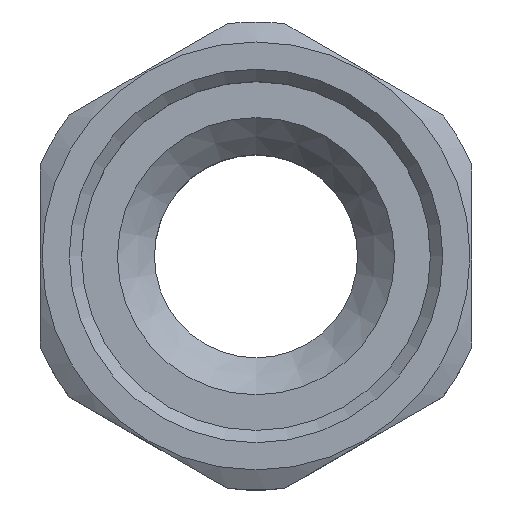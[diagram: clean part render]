
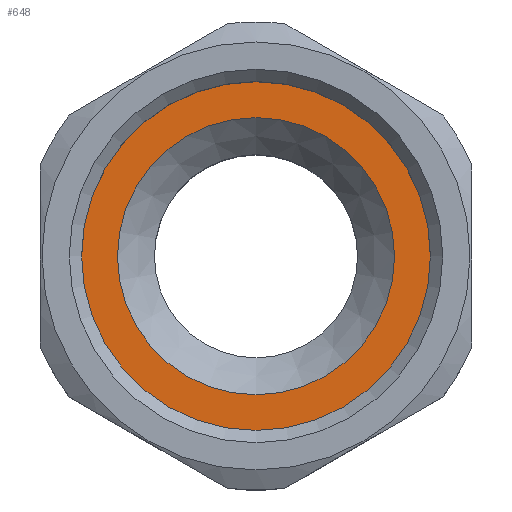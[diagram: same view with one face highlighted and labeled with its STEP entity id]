
A CAD part, top view. The second image highlights one B-rep face of the part: STEP entity #648.
In plain terms, the highlighted planar face has unit normal (0, 0, 1).
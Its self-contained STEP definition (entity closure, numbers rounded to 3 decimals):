
#20=FACE_BOUND('',#109,.T.);
#36=PLANE('',#745);
#73=FACE_OUTER_BOUND('',#108,.T.);
#108=EDGE_LOOP('',(#502));
#109=EDGE_LOOP('',(#503,#504));
#214=CIRCLE('',#738,28.328);
#217=CIRCLE('',#743,22.5);
#218=CIRCLE('',#744,22.5);
#284=VERTEX_POINT('',#1132);
#287=VERTEX_POINT('',#1141);
#288=VERTEX_POINT('',#1142);
#366=EDGE_CURVE('',#284,#284,#214,.T.);
#369=EDGE_CURVE('',#287,#288,#217,.T.);
#370=EDGE_CURVE('',#288,#287,#218,.T.);
#502=ORIENTED_EDGE('',*,*,#366,.T.);
#503=ORIENTED_EDGE('',*,*,#369,.T.);
#504=ORIENTED_EDGE('',*,*,#370,.T.);
#648=ADVANCED_FACE('',(#73,#20),#36,.F.);
#738=AXIS2_PLACEMENT_3D('',#1134,#908,#909);
#743=AXIS2_PLACEMENT_3D('',#1143,#918,#919);
#744=AXIS2_PLACEMENT_3D('',#1144,#920,#921);
#745=AXIS2_PLACEMENT_3D('',#1146,#923,#924);
#908=DIRECTION('center_axis',(0.,0.,1.));
#909=DIRECTION('ref_axis',(-1.,0.,0.));
#918=DIRECTION('center_axis',(0.,0.,-1.));
#919=DIRECTION('ref_axis',(0.,-1.,0.));
#920=DIRECTION('center_axis',(0.,0.,-1.));
#921=DIRECTION('ref_axis',(0.,-1.,0.));
#923=DIRECTION('center_axis',(0.,0.,-1.));
#924=DIRECTION('ref_axis',(-1.,0.,0.));
#1132=CARTESIAN_POINT('',(28.328,0.,54.));
#1134=CARTESIAN_POINT('Origin',(0.,0.,54.));
#1141=CARTESIAN_POINT('',(0.,-22.5,54.));
#1142=CARTESIAN_POINT('',(0.,22.5,54.));
#1143=CARTESIAN_POINT('Origin',(0.,0.,54.));
#1144=CARTESIAN_POINT('Origin',(0.,0.,54.));
#1146=CARTESIAN_POINT('Origin',(0.,0.,54.));
